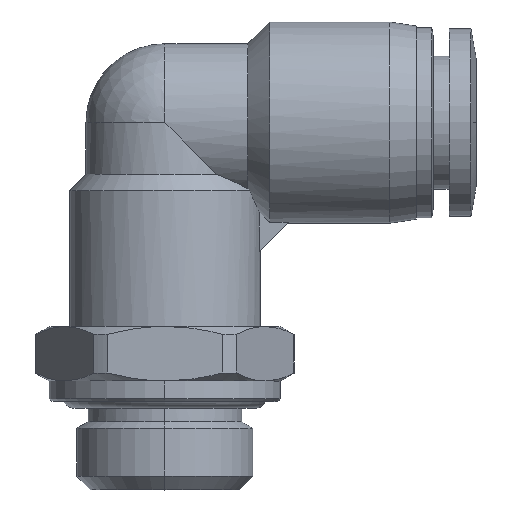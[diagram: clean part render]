
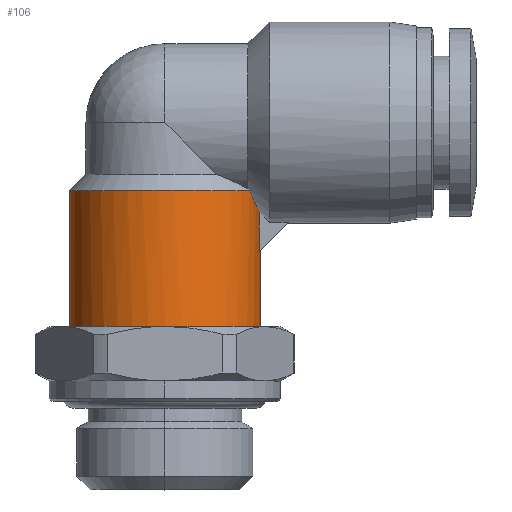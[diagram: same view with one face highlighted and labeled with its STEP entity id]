
A CAD part, top view. The second image highlights one B-rep face of the part: STEP entity #106.
In plain terms, the highlighted cylindrical face has radius 7 mm (diameter 14 mm), a partial arc.
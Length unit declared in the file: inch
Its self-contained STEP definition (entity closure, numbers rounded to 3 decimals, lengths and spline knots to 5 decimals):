
#3 = CARTESIAN_POINT ( 'NONE',  ( 0., 0., 0. ) ) ;
#30 = LINE ( 'NONE', #2534, #1297 ) ;
#39 = DIRECTION ( 'NONE',  ( -1., 0., 0. ) ) ;
#106 = ADVANCED_FACE ( 'NONE', ( #2656 ), #1925, .T. ) ;
#232 = CARTESIAN_POINT ( 'NONE',  ( 0.26594, 0.34691, 0.07278 ) ) ;
#252 = ORIENTED_EDGE ( 'NONE', *, *, #500, .T. ) ;
#254 = DIRECTION ( 'NONE',  ( 0., 1., 0. ) ) ;
#270 = AXIS2_PLACEMENT_3D ( 'NONE', #1270, #1920, #829 ) ;
#296 = EDGE_LOOP ( 'NONE', ( #2759, #1313, #2178, #2664, #2183, #252, #2109 ) ) ;
#347 = VECTOR ( 'NONE', #2164, 39.37008 ) ;
#381 = CARTESIAN_POINT ( 'NONE',  ( 0.27559, 0., 0. ) ) ;
#436 = CARTESIAN_POINT ( 'NONE',  ( 0.27465, 0.21952, 0.02633 ) ) ;
#495 = CARTESIAN_POINT ( 'NONE',  ( -0.27559, 0.3937, 0. ) ) ;
#500 = EDGE_CURVE ( 'NONE', #1515, #2715, #724, .T. ) ;
#720 =( BOUNDED_CURVE ( )  B_SPLINE_CURVE ( 3, ( #1514, #436, #1308, #1765 ),
 .UNSPECIFIED., .F., .T. ) 
 B_SPLINE_CURVE_WITH_KNOTS ( ( 4, 4 ),
 ( 6.13984, 6.28319 ),
 .UNSPECIFIED. ) 
 CURVE ( )  GEOMETRIC_REPRESENTATION_ITEM ( )  RATIONAL_B_SPLINE_CURVE ( ( 1., 0.998, 0.998, 1. ) ) 
 REPRESENTATION_ITEM ( '' )  );
#724 = CIRCLE ( 'NONE', #855, 0.27559 ) ;
#829 = DIRECTION ( 'NONE',  ( -1., 0., 0. ) ) ;
#849 = CARTESIAN_POINT ( 'NONE',  ( -0.27559, 0.19685, 0. ) ) ;
#855 = AXIS2_PLACEMENT_3D ( 'NONE', #2571, #1027, #1454 ) ;
#912 = EDGE_CURVE ( 'NONE', #2580, #1724, #30, .T. ) ;
#1027 = DIRECTION ( 'NONE',  ( 0., -1., 0. ) ) ;
#1171 = B_SPLINE_CURVE_WITH_KNOTS ( 'NONE', 3,
 ( #2004, #2455, #1360, #2673, #232, #1577, #1786, #1371 ),
 .UNSPECIFIED., .F., .F.,
 ( 4, 2, 2, 4 ),
 ( 0., 0.0014, 0.0021, 0.0028 ),
 .UNSPECIFIED. ) ;
#1179 = DIRECTION ( 'NONE',  ( 0., 1., 0. ) ) ;
#1229 = VECTOR ( 'NONE', #1239, 39.37008 ) ;
#1232 = CIRCLE ( 'NONE', #1842, 0.27559 ) ;
#1239 = DIRECTION ( 'NONE',  ( 0., 1., 0. ) ) ;
#1260 = EDGE_CURVE ( 'NONE', #1798, #2393, #1232, .T. ) ;
#1270 = CARTESIAN_POINT ( 'NONE',  ( 0., 0.19685, 0. ) ) ;
#1297 = VECTOR ( 'NONE', #1179, 39.37008 ) ;
#1308 = CARTESIAN_POINT ( 'NONE',  ( 0.27559, 0.22047, 0.01318 ) ) ;
#1313 = ORIENTED_EDGE ( 'NONE', *, *, #2218, .T. ) ;
#1360 = CARTESIAN_POINT ( 'NONE',  ( 0.25645, 0.36755, 0.10204 ) ) ;
#1371 = CARTESIAN_POINT ( 'NONE',  ( 0.27276, 0.33259, 0.03937 ) ) ;
#1454 = DIRECTION ( 'NONE',  ( -1., 0., 0. ) ) ;
#1514 = CARTESIAN_POINT ( 'NONE',  ( 0.27276, 0.21764, 0.03937 ) ) ;
#1515 = VERTEX_POINT ( 'NONE', #1784 ) ;
#1577 = CARTESIAN_POINT ( 'NONE',  ( 0.26983, 0.33868, 0.05667 ) ) ;
#1724 = VERTEX_POINT ( 'NONE', #2880 ) ;
#1731 = CARTESIAN_POINT ( 'NONE',  ( -0.27559, 0., 0. ) ) ;
#1737 = LINE ( 'NONE', #849, #347 ) ;
#1765 = CARTESIAN_POINT ( 'NONE',  ( 0.27559, 0.22047, 0. ) ) ;
#1772 = CARTESIAN_POINT ( 'NONE',  ( 0.27559, 0.22047, 0. ) ) ;
#1784 = CARTESIAN_POINT ( 'NONE',  ( 0.24531, 0.3937, 0.12559 ) ) ;
#1786 = CARTESIAN_POINT ( 'NONE',  ( 0.27148, 0.33523, 0.04824 ) ) ;
#1798 = VERTEX_POINT ( 'NONE', #1731 ) ;
#1840 = EDGE_CURVE ( 'NONE', #1798, #2715, #1737, .T. ) ;
#1842 = AXIS2_PLACEMENT_3D ( 'NONE', #3, #254, #39 ) ;
#1891 = VERTEX_POINT ( 'NONE', #1772 ) ;
#1920 = DIRECTION ( 'NONE',  ( 0., 1., 0. ) ) ;
#1925 = CYLINDRICAL_SURFACE ( 'NONE', #270, 0.27559 ) ;
#1936 = EDGE_CURVE ( 'NONE', #2580, #1891, #720, .T. ) ;
#2004 = CARTESIAN_POINT ( 'NONE',  ( 0.24531, 0.3937, 0.12559 ) ) ;
#2109 = ORIENTED_EDGE ( 'NONE', *, *, #1840, .F. ) ;
#2164 = DIRECTION ( 'NONE',  ( 0., 1., 0. ) ) ;
#2178 = ORIENTED_EDGE ( 'NONE', *, *, #1936, .F. ) ;
#2183 = ORIENTED_EDGE ( 'NONE', *, *, #2622, .F. ) ;
#2218 = EDGE_CURVE ( 'NONE', #2393, #1891, #2402, .T. ) ;
#2393 = VERTEX_POINT ( 'NONE', #381 ) ;
#2402 = LINE ( 'NONE', #2583, #1229 ) ;
#2455 = CARTESIAN_POINT ( 'NONE',  ( 0.25098, 0.3799, 0.11451 ) ) ;
#2534 = CARTESIAN_POINT ( 'NONE',  ( 0.27276, 0.19685, 0.03937 ) ) ;
#2571 = CARTESIAN_POINT ( 'NONE',  ( 0., 0.3937, 0. ) ) ;
#2580 = VERTEX_POINT ( 'NONE', #2692 ) ;
#2583 = CARTESIAN_POINT ( 'NONE',  ( 0.27559, 0.19685, 0. ) ) ;
#2622 = EDGE_CURVE ( 'NONE', #1515, #1724, #1171, .T. ) ;
#2656 = FACE_OUTER_BOUND ( 'NONE', #296, .T. ) ;
#2664 = ORIENTED_EDGE ( 'NONE', *, *, #912, .T. ) ;
#2673 = CARTESIAN_POINT ( 'NONE',  ( 0.26368, 0.35174, 0.08051 ) ) ;
#2692 = CARTESIAN_POINT ( 'NONE',  ( 0.27276, 0.21764, 0.03937 ) ) ;
#2715 = VERTEX_POINT ( 'NONE', #495 ) ;
#2759 = ORIENTED_EDGE ( 'NONE', *, *, #1260, .T. ) ;
#2880 = CARTESIAN_POINT ( 'NONE',  ( 0.27276, 0.33259, 0.03937 ) ) ;
